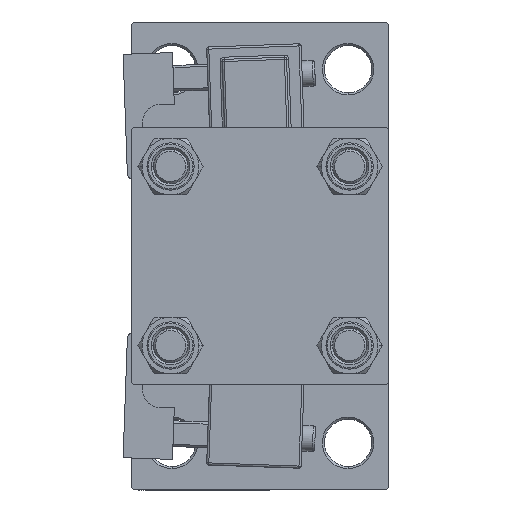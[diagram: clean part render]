
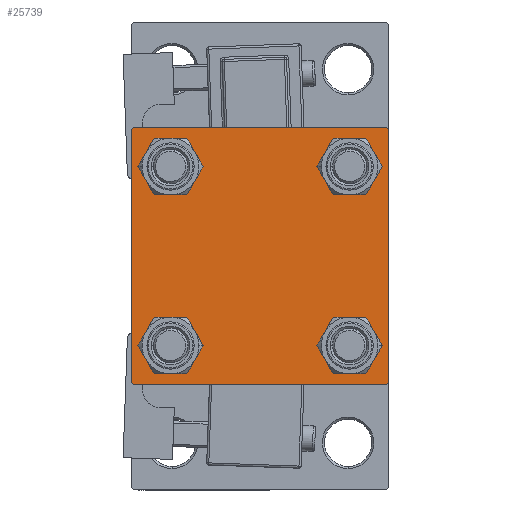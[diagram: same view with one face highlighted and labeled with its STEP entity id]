
A CAD part, left-side view. The second image highlights one B-rep face of the part: STEP entity #25739.
In plain terms, the highlighted planar face has unit normal (-1, 0, 0).
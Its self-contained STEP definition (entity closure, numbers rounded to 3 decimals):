
#145 = EDGE_CURVE ( 'NONE', #8022, #42763, #8055, .T. ) ;
#584 = EDGE_CURVE ( 'NONE', #29029, #13483, #39857, .T. ) ;
#1250 = VERTEX_POINT ( 'NONE', #17109 ) ;
#1553 = DIRECTION ( 'NONE',  ( 1., 0., 0. ) ) ;
#2804 = CARTESIAN_POINT ( 'NONE',  ( 0., -20.85, 16.35 ) ) ;
#3252 = ORIENTED_EDGE ( 'NONE', *, *, #13216, .T. ) ;
#3466 = EDGE_CURVE ( 'NONE', #50067, #42488, #44523, .T. ) ;
#3721 = EDGE_CURVE ( 'NONE', #50067, #14617, #38650, .T. ) ;
#3959 = CIRCLE ( 'NONE', #37887, 4.5 ) ;
#4466 = CARTESIAN_POINT ( 'NONE',  ( 0., -20.85, 20.85 ) ) ;
#4841 = CARTESIAN_POINT ( 'NONE',  ( 0., -30., -29.5 ) ) ;
#5182 = CARTESIAN_POINT ( 'NONE',  ( 0., -20.85, -20.85 ) ) ;
#5447 = VERTEX_POINT ( 'NONE', #43209 ) ;
#5556 = CARTESIAN_POINT ( 'NONE',  ( 0., -29.75, -29.75 ) ) ;
#6211 = VECTOR ( 'NONE', #24072, 1000. ) ;
#6827 = ORIENTED_EDGE ( 'NONE', *, *, #46098, .T. ) ;
#7566 = EDGE_LOOP ( 'NONE', ( #9516, #11250, #34822, #8866, #28089, #29657, #21290, #40478 ) ) ;
#7850 = CARTESIAN_POINT ( 'NONE',  ( 0., 30., -30. ) ) ;
#8022 = VERTEX_POINT ( 'NONE', #2804 ) ;
#8055 = CIRCLE ( 'NONE', #40334, 4.5 ) ;
#8300 = LINE ( 'NONE', #48245, #15353 ) ;
#8579 = CARTESIAN_POINT ( 'NONE',  ( 0., 20.85, 20.85 ) ) ;
#8866 = ORIENTED_EDGE ( 'NONE', *, *, #45695, .T. ) ;
#9226 = FACE_BOUND ( 'NONE', #28495, .T. ) ;
#9481 = FACE_BOUND ( 'NONE', #28276, .T. ) ;
#9516 = ORIENTED_EDGE ( 'NONE', *, *, #30759, .T. ) ;
#9567 = DIRECTION ( 'NONE',  ( 1., 0., 0. ) ) ;
#9771 = DIRECTION ( 'NONE',  ( 1., 0., 0. ) ) ;
#10090 = CARTESIAN_POINT ( 'NONE',  ( 0., -20.85, 25.35 ) ) ;
#10945 = VERTEX_POINT ( 'NONE', #13948 ) ;
#11250 = ORIENTED_EDGE ( 'NONE', *, *, #31668, .T. ) ;
#11470 = VERTEX_POINT ( 'NONE', #46726 ) ;
#11658 = ORIENTED_EDGE ( 'NONE', *, *, #43983, .T. ) ;
#11899 = EDGE_LOOP ( 'NONE', ( #20978, #32155 ) ) ;
#12240 = ORIENTED_EDGE ( 'NONE', *, *, #584, .T. ) ;
#12956 = CARTESIAN_POINT ( 'NONE',  ( 0., 20.85, 25.35 ) ) ;
#13076 = DIRECTION ( 'NONE',  ( 0., -0.707, 0.707 ) ) ;
#13216 = EDGE_CURVE ( 'NONE', #13483, #29029, #36269, .T. ) ;
#13483 = VERTEX_POINT ( 'NONE', #29386 ) ;
#13948 = CARTESIAN_POINT ( 'NONE',  ( 0., -20.85, -16.35 ) ) ;
#14104 = AXIS2_PLACEMENT_3D ( 'NONE', #41669, #9771, #33129 ) ;
#14181 = AXIS2_PLACEMENT_3D ( 'NONE', #5182, #1553, #17379 ) ;
#14617 = VERTEX_POINT ( 'NONE', #4841 ) ;
#15353 = VECTOR ( 'NONE', #40709, 1000. ) ;
#16305 = VERTEX_POINT ( 'NONE', #23010 ) ;
#16660 = VECTOR ( 'NONE', #13076, 1000. ) ;
#16989 = DIRECTION ( 'NONE',  ( 0., 0.707, -0.707 ) ) ;
#17014 = DIRECTION ( 'NONE',  ( -1., 0., 0. ) ) ;
#17109 = CARTESIAN_POINT ( 'NONE',  ( 0., -20.85, -25.35 ) ) ;
#17271 = FACE_OUTER_BOUND ( 'NONE', #7566, .T. ) ;
#17379 = DIRECTION ( 'NONE',  ( 0., 0., 1. ) ) ;
#17491 = DIRECTION ( 'NONE',  ( 0., 0., 1. ) ) ;
#17540 = CARTESIAN_POINT ( 'NONE',  ( 0., 20.85, 16.35 ) ) ;
#17592 = VERTEX_POINT ( 'NONE', #19671 ) ;
#19160 = AXIS2_PLACEMENT_3D ( 'NONE', #45114, #9567, #42250 ) ;
#19332 = AXIS2_PLACEMENT_3D ( 'NONE', #43833, #36035, #47469 ) ;
#19671 = CARTESIAN_POINT ( 'NONE',  ( 0., 30., -29.5 ) ) ;
#19800 = LINE ( 'NONE', #7850, #20451 ) ;
#20055 = EDGE_CURVE ( 'NONE', #16305, #22304, #29181, .T. ) ;
#20281 = DIRECTION ( 'NONE',  ( 0., 0., 1. ) ) ;
#20402 = ORIENTED_EDGE ( 'NONE', *, *, #22403, .T. ) ;
#20451 = VECTOR ( 'NONE', #43146, 1000. ) ;
#20916 = CARTESIAN_POINT ( 'NONE',  ( 0., -29.75, 29.75 ) ) ;
#20978 = ORIENTED_EDGE ( 'NONE', *, *, #35048, .T. ) ;
#21290 = ORIENTED_EDGE ( 'NONE', *, *, #49971, .F. ) ;
#22304 = VERTEX_POINT ( 'NONE', #30161 ) ;
#22403 = EDGE_CURVE ( 'NONE', #39853, #31887, #32384, .T. ) ;
#23010 = CARTESIAN_POINT ( 'NONE',  ( 0., 29.5, 30. ) ) ;
#23494 = CIRCLE ( 'NONE', #19332, 4.5 ) ;
#24072 = DIRECTION ( 'NONE',  ( 0., 0.707, 0.707 ) ) ;
#24948 = DIRECTION ( 'NONE',  ( 1., 0., 0. ) ) ;
#25411 = CARTESIAN_POINT ( 'NONE',  ( 0., 20.85, -16.35 ) ) ;
#25431 = EDGE_CURVE ( 'NONE', #31887, #39853, #23494, .T. ) ;
#25739 = ADVANCED_FACE ( 'NONE', ( #48403, #44518, #9481, #9226, #17271 ), #29726, .T. ) ;
#26232 = DIRECTION ( 'NONE',  ( 0., 0., -1. ) ) ;
#28089 = ORIENTED_EDGE ( 'NONE', *, *, #3721, .F. ) ;
#28276 = EDGE_LOOP ( 'NONE', ( #12240, #3252 ) ) ;
#28495 = EDGE_LOOP ( 'NONE', ( #20402, #41503 ) ) ;
#29029 = VERTEX_POINT ( 'NONE', #25411 ) ;
#29181 = LINE ( 'NONE', #45000, #45563 ) ;
#29386 = CARTESIAN_POINT ( 'NONE',  ( 0., 20.85, -25.35 ) ) ;
#29657 = ORIENTED_EDGE ( 'NONE', *, *, #3466, .T. ) ;
#29726 = PLANE ( 'NONE',  #40857 ) ;
#30161 = CARTESIAN_POINT ( 'NONE',  ( 0., 30., 29.5 ) ) ;
#30462 = AXIS2_PLACEMENT_3D ( 'NONE', #49425, #49935, #44762 ) ;
#30759 = EDGE_CURVE ( 'NONE', #22304, #17592, #8300, .T. ) ;
#31668 = EDGE_CURVE ( 'NONE', #17592, #11470, #46899, .T. ) ;
#31887 = VERTEX_POINT ( 'NONE', #17540 ) ;
#32155 = ORIENTED_EDGE ( 'NONE', *, *, #145, .T. ) ;
#32384 = CIRCLE ( 'NONE', #47314, 4.5 ) ;
#33129 = DIRECTION ( 'NONE',  ( 0., 0., 1. ) ) ;
#33759 = CARTESIAN_POINT ( 'NONE',  ( 0., -30., 30. ) ) ;
#33846 = CARTESIAN_POINT ( 'NONE',  ( 0., -20.85, 20.85 ) ) ;
#33859 = LINE ( 'NONE', #38235, #39883 ) ;
#34284 = EDGE_CURVE ( 'NONE', #11470, #5447, #19800, .T. ) ;
#34453 = EDGE_LOOP ( 'NONE', ( #6827, #11658 ) ) ;
#34822 = ORIENTED_EDGE ( 'NONE', *, *, #34284, .T. ) ;
#35048 = EDGE_CURVE ( 'NONE', #42763, #8022, #3959, .T. ) ;
#35104 = DIRECTION ( 'NONE',  ( 1., 0., 0. ) ) ;
#36035 = DIRECTION ( 'NONE',  ( 1., 0., 0. ) ) ;
#36269 = CIRCLE ( 'NONE', #30462, 4.5 ) ;
#36469 = CARTESIAN_POINT ( 'NONE',  ( 0., 0., 0. ) ) ;
#37360 = CIRCLE ( 'NONE', #14181, 4.5 ) ;
#37887 = AXIS2_PLACEMENT_3D ( 'NONE', #33846, #38472, #17491 ) ;
#38235 = CARTESIAN_POINT ( 'NONE',  ( 0., 30., 30. ) ) ;
#38472 = DIRECTION ( 'NONE',  ( 1., 0., 0. ) ) ;
#38587 = CARTESIAN_POINT ( 'NONE',  ( 0., 29.75, -29.75 ) ) ;
#38650 = LINE ( 'NONE', #33759, #43472 ) ;
#39853 = VERTEX_POINT ( 'NONE', #12956 ) ;
#39857 = CIRCLE ( 'NONE', #19160, 4.5 ) ;
#39883 = VECTOR ( 'NONE', #41873, 1000. ) ;
#40334 = AXIS2_PLACEMENT_3D ( 'NONE', #4466, #35104, #43910 ) ;
#40478 = ORIENTED_EDGE ( 'NONE', *, *, #20055, .T. ) ;
#40620 = DIRECTION ( 'NONE',  ( 0., 0., 1. ) ) ;
#40709 = DIRECTION ( 'NONE',  ( 0., 0., -1. ) ) ;
#40857 = AXIS2_PLACEMENT_3D ( 'NONE', #36469, #17014, #40620 ) ;
#41503 = ORIENTED_EDGE ( 'NONE', *, *, #25431, .T. ) ;
#41669 = CARTESIAN_POINT ( 'NONE',  ( 0., -20.85, -20.85 ) ) ;
#41873 = DIRECTION ( 'NONE',  ( 0., -1., 0. ) ) ;
#42250 = DIRECTION ( 'NONE',  ( 0., 0., 1. ) ) ;
#42264 = CIRCLE ( 'NONE', #14104, 4.5 ) ;
#42488 = VERTEX_POINT ( 'NONE', #43081 ) ;
#42763 = VERTEX_POINT ( 'NONE', #10090 ) ;
#43081 = CARTESIAN_POINT ( 'NONE',  ( 0., -29.5, 30. ) ) ;
#43146 = DIRECTION ( 'NONE',  ( 0., -1., 0. ) ) ;
#43209 = CARTESIAN_POINT ( 'NONE',  ( 0., -29.5, -30. ) ) ;
#43472 = VECTOR ( 'NONE', #26232, 1000. ) ;
#43833 = CARTESIAN_POINT ( 'NONE',  ( 0., 20.85, 20.85 ) ) ;
#43910 = DIRECTION ( 'NONE',  ( 0., 0., 1. ) ) ;
#43983 = EDGE_CURVE ( 'NONE', #1250, #10945, #42264, .T. ) ;
#43984 = LINE ( 'NONE', #5556, #16660 ) ;
#44518 = FACE_BOUND ( 'NONE', #34453, .T. ) ;
#44523 = LINE ( 'NONE', #20916, #6211 ) ;
#44762 = DIRECTION ( 'NONE',  ( 0., 0., 1. ) ) ;
#45000 = CARTESIAN_POINT ( 'NONE',  ( 0., 29.75, 29.75 ) ) ;
#45114 = CARTESIAN_POINT ( 'NONE',  ( 0., 20.85, -20.85 ) ) ;
#45563 = VECTOR ( 'NONE', #16989, 1000. ) ;
#45695 = EDGE_CURVE ( 'NONE', #5447, #14617, #43984, .T. ) ;
#46098 = EDGE_CURVE ( 'NONE', #10945, #1250, #37360, .T. ) ;
#46726 = CARTESIAN_POINT ( 'NONE',  ( 0., 29.5, -30. ) ) ;
#46899 = LINE ( 'NONE', #38587, #48519 ) ;
#47314 = AXIS2_PLACEMENT_3D ( 'NONE', #8579, #24948, #20281 ) ;
#47469 = DIRECTION ( 'NONE',  ( 0., 0., 1. ) ) ;
#48245 = CARTESIAN_POINT ( 'NONE',  ( 0., 30., 30. ) ) ;
#48403 = FACE_BOUND ( 'NONE', #11899, .T. ) ;
#48519 = VECTOR ( 'NONE', #50537, 1000. ) ;
#49425 = CARTESIAN_POINT ( 'NONE',  ( 0., 20.85, -20.85 ) ) ;
#49935 = DIRECTION ( 'NONE',  ( 1., 0., 0. ) ) ;
#49971 = EDGE_CURVE ( 'NONE', #16305, #42488, #33859, .T. ) ;
#50067 = VERTEX_POINT ( 'NONE', #50696 ) ;
#50537 = DIRECTION ( 'NONE',  ( 0., -0.707, -0.707 ) ) ;
#50696 = CARTESIAN_POINT ( 'NONE',  ( 0., -30., 29.5 ) ) ;
